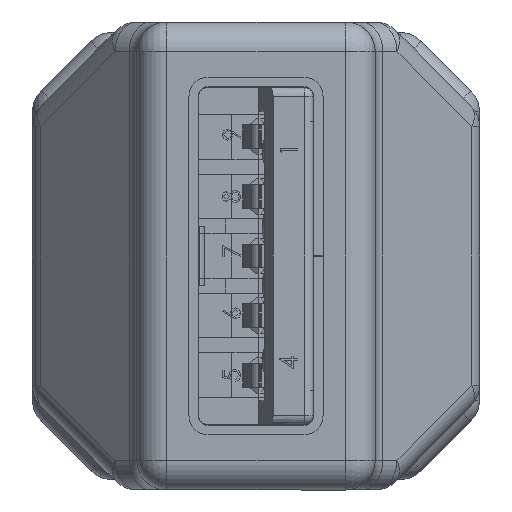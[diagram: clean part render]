
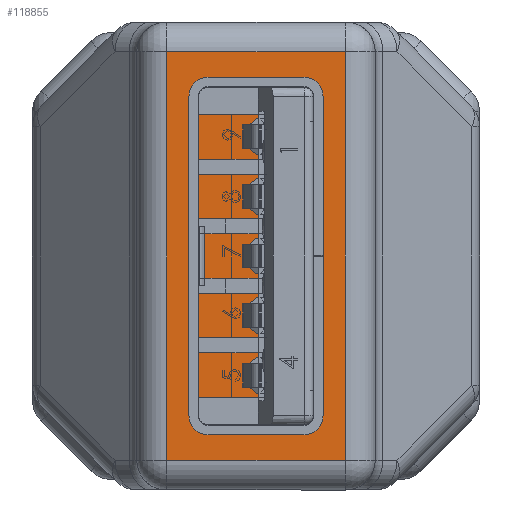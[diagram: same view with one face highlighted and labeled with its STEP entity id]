
A CAD part, left-side view. The second image highlights one B-rep face of the part: STEP entity #118855.
In plain terms, the highlighted face is planar.
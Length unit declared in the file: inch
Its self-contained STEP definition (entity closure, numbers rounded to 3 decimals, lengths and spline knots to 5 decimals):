
#388 = EDGE_CURVE ( 'NONE', #49128, #46867, #82528, .T. ) ;
#1370 = CARTESIAN_POINT ( 'NONE',  ( -0.26969, 0.15748, 0. ) ) ;
#12097 = CARTESIAN_POINT ( 'NONE',  ( 0.26969, -0.11811, 0. ) ) ;
#22464 = DIRECTION ( 'NONE',  ( 0., -1., 0. ) ) ;
#23210 = EDGE_CURVE ( 'NONE', #133084, #37140, #118885, .T. ) ;
#27629 = VECTOR ( 'NONE', #22464, 39.37008 ) ;
#27833 = VECTOR ( 'NONE', #149101, 39.37008 ) ;
#30285 = EDGE_CURVE ( 'NONE', #46867, #133084, #138629, .T. ) ;
#33598 = PLANE ( 'NONE',  #43972 ) ;
#37140 = VERTEX_POINT ( 'NONE', #12097 ) ;
#43972 = AXIS2_PLACEMENT_3D ( 'NONE', #49400, #61021, #160503 ) ;
#44719 = ORIENTED_EDGE ( 'NONE', *, *, #125228, .T. ) ;
#46867 = VERTEX_POINT ( 'NONE', #48116 ) ;
#48116 = CARTESIAN_POINT ( 'NONE',  ( -0.26969, 0.11811, 0. ) ) ;
#49128 = VERTEX_POINT ( 'NONE', #77909 ) ;
#49400 = CARTESIAN_POINT ( 'NONE',  ( -0.30906, 0.15748, 0. ) ) ;
#49985 = VECTOR ( 'NONE', #85301, 39.37008 ) ;
#61021 = DIRECTION ( 'NONE',  ( 0., 0., 1. ) ) ;
#77909 = CARTESIAN_POINT ( 'NONE',  ( -0.26969, -0.11811, 0. ) ) ;
#82528 = LINE ( 'NONE', #1370, #49985 ) ;
#85301 = DIRECTION ( 'NONE',  ( 0., 1., 0. ) ) ;
#94606 = ORIENTED_EDGE ( 'NONE', *, *, #388, .T. ) ;
#95608 = VECTOR ( 'NONE', #134928, 39.37008 ) ;
#98310 = ORIENTED_EDGE ( 'NONE', *, *, #23210, .T. ) ;
#105191 = CARTESIAN_POINT ( 'NONE',  ( -0.30906, -0.11811, 0. ) ) ;
#116634 = CARTESIAN_POINT ( 'NONE',  ( 0.26969, 0.15748, 0. ) ) ;
#118855 = ADVANCED_FACE ( 'NONE', ( #120915 ), #33598, .F. ) ;
#118885 = LINE ( 'NONE', #116634, #27629 ) ;
#119940 = CARTESIAN_POINT ( 'NONE',  ( 0.30906, 0.11811, 0. ) ) ;
#120915 = FACE_OUTER_BOUND ( 'NONE', #170100, .T. ) ;
#124544 = ORIENTED_EDGE ( 'NONE', *, *, #30285, .T. ) ;
#125228 = EDGE_CURVE ( 'NONE', #37140, #49128, #130457, .T. ) ;
#130457 = LINE ( 'NONE', #105191, #95608 ) ;
#133084 = VERTEX_POINT ( 'NONE', #137685 ) ;
#134928 = DIRECTION ( 'NONE',  ( -1., 0., 0. ) ) ;
#137685 = CARTESIAN_POINT ( 'NONE',  ( 0.26969, 0.11811, 0. ) ) ;
#138629 = LINE ( 'NONE', #119940, #27833 ) ;
#149101 = DIRECTION ( 'NONE',  ( 1., 0., 0. ) ) ;
#160503 = DIRECTION ( 'NONE',  ( 1., 0., 0. ) ) ;
#170100 = EDGE_LOOP ( 'NONE', ( #124544, #98310, #44719, #94606 ) ) ;
